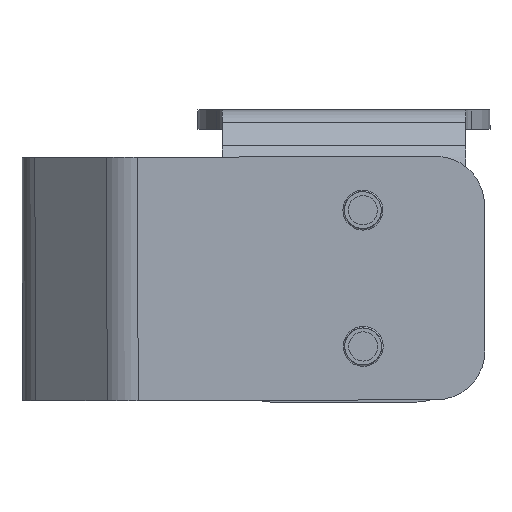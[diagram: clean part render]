
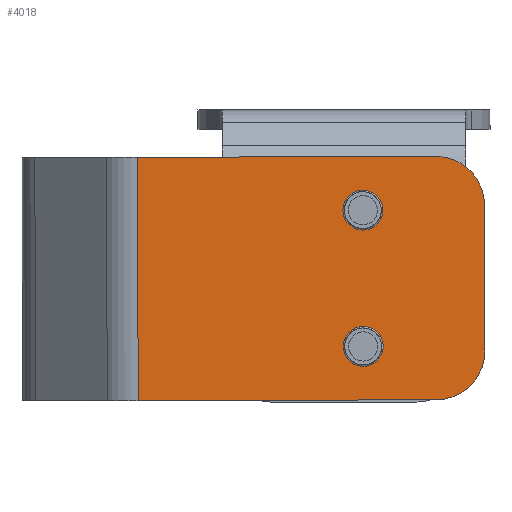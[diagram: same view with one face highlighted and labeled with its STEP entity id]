
A CAD part, front view. The second image highlights one B-rep face of the part: STEP entity #4018.
In plain terms, the highlighted planar face has unit normal (0, -1, 0).
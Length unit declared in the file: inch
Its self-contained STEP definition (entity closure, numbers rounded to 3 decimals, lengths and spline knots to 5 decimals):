
#127 = CARTESIAN_POINT ( 'NONE',  ( 0.15518, -1.77074, -1.79468 ) ) ;
#147 = CARTESIAN_POINT ( 'NONE',  ( -1.66496, -1.77074, -2.3511 ) ) ;
#298 = DIRECTION ( 'NONE',  ( -0.003, 0., 1. ) ) ;
#451 = AXIS2_PLACEMENT_3D ( 'NONE', #6055, #9606, #298 ) ;
#717 = ORIENTED_EDGE ( 'NONE', *, *, #1765, .T. ) ;
#791 = CARTESIAN_POINT ( 'NONE',  ( 0.15586, -1.77074, -2.0309 ) ) ;
#957 = VERTEX_POINT ( 'NONE', #147 ) ;
#1293 = DIRECTION ( 'NONE',  ( 0.003, 0., -1. ) ) ;
#1324 = AXIS2_PLACEMENT_3D ( 'NONE', #10009, #3927, #1413 ) ;
#1413 = DIRECTION ( 'NONE',  ( -0.003, 0., 1. ) ) ;
#1489 = FACE_BOUND ( 'NONE', #6325, .T. ) ;
#1553 = CIRCLE ( 'NONE', #10389, 0.3937 ) ;
#1641 = AXIS2_PLACEMENT_3D ( 'NONE', #6415, #5069, #13662 ) ;
#1642 = ORIENTED_EDGE ( 'NONE', *, *, #11711, .F. ) ;
#1688 = DIRECTION ( 'NONE',  ( 0.003, 0., -1. ) ) ;
#1706 = CARTESIAN_POINT ( 'NONE',  ( 0.74165, -1.77074, -0.37566 ) ) ;
#1765 = EDGE_CURVE ( 'NONE', #11376, #5488, #10921, .T. ) ;
#1881 = EDGE_CURVE ( 'NONE', #6330, #3754, #14197, .T. ) ;
#2057 = EDGE_CURVE ( 'NONE', #957, #5488, #7175, .T. ) ;
#2124 = CIRCLE ( 'NONE', #1641, 0.11811 ) ;
#2498 = VECTOR ( 'NONE', #13726, 39.37008 ) ;
#2610 = CARTESIAN_POINT ( 'NONE',  ( -2.25046, -1.77074, -0.38427 ) ) ;
#2876 = CARTESIAN_POINT ( 'NONE',  ( 0.15269, -1.77074, -0.92854 ) ) ;
#3353 = VERTEX_POINT ( 'NONE', #8338 ) ;
#3465 = CARTESIAN_POINT ( 'NONE',  ( -1.66496, -1.77074, -2.3511 ) ) ;
#3626 = AXIS2_PLACEMENT_3D ( 'NONE', #4198, #6725, #13885 ) ;
#3754 = VERTEX_POINT ( 'NONE', #791 ) ;
#3862 = CIRCLE ( 'NONE', #7643, 0.11811 ) ;
#3927 = DIRECTION ( 'NONE',  ( 0., 1., 0. ) ) ;
#4018 = ADVANCED_FACE ( 'NONE', ( #7712, #1489, #5113 ), #14813, .F. ) ;
#4198 = CARTESIAN_POINT ( 'NONE',  ( 0.15552, -1.77074, -1.91279 ) ) ;
#4310 = ORIENTED_EDGE ( 'NONE', *, *, #13507, .F. ) ;
#4354 = EDGE_CURVE ( 'NONE', #11064, #11524, #13002, .T. ) ;
#4597 = ORIENTED_EDGE ( 'NONE', *, *, #2057, .F. ) ;
#5069 = DIRECTION ( 'NONE',  ( 0., 1., 0. ) ) ;
#5113 = FACE_BOUND ( 'NONE', #10474, .T. ) ;
#5126 = EDGE_CURVE ( 'NONE', #3353, #5299, #3862, .T. ) ;
#5127 = ORIENTED_EDGE ( 'NONE', *, *, #10463, .T. ) ;
#5162 = CARTESIAN_POINT ( 'NONE',  ( 0.74279, -1.77074, -0.76936 ) ) ;
#5299 = VERTEX_POINT ( 'NONE', #2876 ) ;
#5488 = VERTEX_POINT ( 'NONE', #7106 ) ;
#5870 = CARTESIAN_POINT ( 'NONE',  ( 0.15552, -1.77074, -1.91279 ) ) ;
#5930 = DIRECTION ( 'NONE',  ( 0.003, 0., -1. ) ) ;
#6055 = CARTESIAN_POINT ( 'NONE',  ( 0.74619, -1.77074, -1.95046 ) ) ;
#6291 = CARTESIAN_POINT ( 'NONE',  ( 0.74732, -1.77074, -2.34416 ) ) ;
#6325 = EDGE_LOOP ( 'NONE', ( #9555, #15039 ) ) ;
#6330 = VERTEX_POINT ( 'NONE', #127 ) ;
#6415 = CARTESIAN_POINT ( 'NONE',  ( 0.15235, -1.77074, -0.81043 ) ) ;
#6659 = VECTOR ( 'NONE', #13418, 39.37008 ) ;
#6702 = AXIS2_PLACEMENT_3D ( 'NONE', #5870, #11013, #1293 ) ;
#6725 = DIRECTION ( 'NONE',  ( 0., 1., 0. ) ) ;
#6810 = CARTESIAN_POINT ( 'NONE',  ( 0.15235, -1.77074, -0.81043 ) ) ;
#7004 = CARTESIAN_POINT ( 'NONE',  ( 1.14102, -1.77074, -2.34302 ) ) ;
#7106 = CARTESIAN_POINT ( 'NONE',  ( -1.67062, -1.77074, -0.3826 ) ) ;
#7175 = LINE ( 'NONE', #3465, #8564 ) ;
#7643 = AXIS2_PLACEMENT_3D ( 'NONE', #6810, #11640, #5930 ) ;
#7712 = FACE_OUTER_BOUND ( 'NONE', #9860, .T. ) ;
#8010 = ORIENTED_EDGE ( 'NONE', *, *, #4354, .F. ) ;
#8338 = CARTESIAN_POINT ( 'NONE',  ( 0.15201, -1.77074, -0.69232 ) ) ;
#8564 = VECTOR ( 'NONE', #15543, 39.37008 ) ;
#8762 = LINE ( 'NONE', #14667, #2498 ) ;
#9419 = EDGE_CURVE ( 'NONE', #5299, #3353, #2124, .T. ) ;
#9555 = ORIENTED_EDGE ( 'NONE', *, *, #9419, .T. ) ;
#9606 = DIRECTION ( 'NONE',  ( 0., 1., 0. ) ) ;
#9790 = CARTESIAN_POINT ( 'NONE',  ( 1.13649, -1.77074, -0.76823 ) ) ;
#9860 = EDGE_LOOP ( 'NONE', ( #1642, #717, #4597, #15354, #4310, #8010 ) ) ;
#9974 = CIRCLE ( 'NONE', #6702, 0.11811 ) ;
#9977 = DIRECTION ( 'NONE',  ( 0., 1., 0. ) ) ;
#10009 = CARTESIAN_POINT ( 'NONE',  ( 1.14102, -1.77074, -2.34302 ) ) ;
#10389 = AXIS2_PLACEMENT_3D ( 'NONE', #5162, #9977, #1688 ) ;
#10463 = EDGE_CURVE ( 'NONE', #3754, #6330, #9974, .T. ) ;
#10474 = EDGE_LOOP ( 'NONE', ( #5127, #12630 ) ) ;
#10921 = LINE ( 'NONE', #2610, #6659 ) ;
#11013 = DIRECTION ( 'NONE',  ( 0., 1., 0. ) ) ;
#11064 = VERTEX_POINT ( 'NONE', #9790 ) ;
#11376 = VERTEX_POINT ( 'NONE', #1706 ) ;
#11524 = VERTEX_POINT ( 'NONE', #14537 ) ;
#11640 = DIRECTION ( 'NONE',  ( 0., 1., 0. ) ) ;
#11690 = VECTOR ( 'NONE', #11830, 39.37008 ) ;
#11711 = EDGE_CURVE ( 'NONE', #11376, #11064, #1553, .T. ) ;
#11830 = DIRECTION ( 'NONE',  ( 0.003, 0., -1. ) ) ;
#12053 = CIRCLE ( 'NONE', #451, 0.3937 ) ;
#12630 = ORIENTED_EDGE ( 'NONE', *, *, #1881, .T. ) ;
#13002 = LINE ( 'NONE', #7004, #11690 ) ;
#13418 = DIRECTION ( 'NONE',  ( -1., 0., -0.003 ) ) ;
#13507 = EDGE_CURVE ( 'NONE', #11524, #13506, #12053, .T. ) ;
#13506 = VERTEX_POINT ( 'NONE', #6291 ) ;
#13662 = DIRECTION ( 'NONE',  ( 0.003, 0., -1. ) ) ;
#13726 = DIRECTION ( 'NONE',  ( -1., 0., -0.003 ) ) ;
#13885 = DIRECTION ( 'NONE',  ( 0.003, 0., -1. ) ) ;
#14197 = CIRCLE ( 'NONE', #3626, 0.11811 ) ;
#14537 = CARTESIAN_POINT ( 'NONE',  ( 1.13989, -1.77074, -1.94932 ) ) ;
#14667 = CARTESIAN_POINT ( 'NONE',  ( -1.80415, -1.77074, -2.3515 ) ) ;
#14805 = EDGE_CURVE ( 'NONE', #13506, #957, #8762, .T. ) ;
#14813 = PLANE ( 'NONE',  #1324 ) ;
#15039 = ORIENTED_EDGE ( 'NONE', *, *, #5126, .T. ) ;
#15354 = ORIENTED_EDGE ( 'NONE', *, *, #14805, .F. ) ;
#15543 = DIRECTION ( 'NONE',  ( -0.003, 0., 1. ) ) ;
